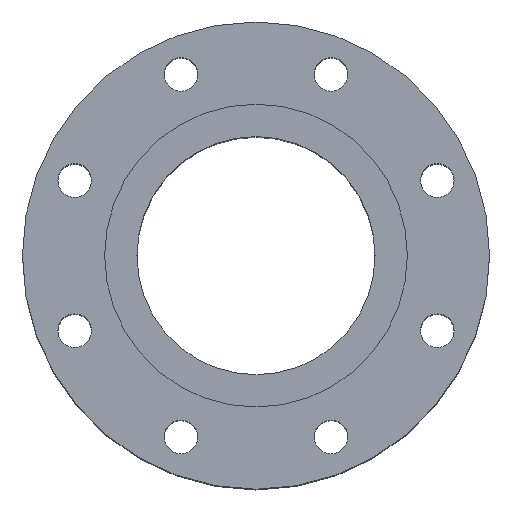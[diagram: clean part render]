
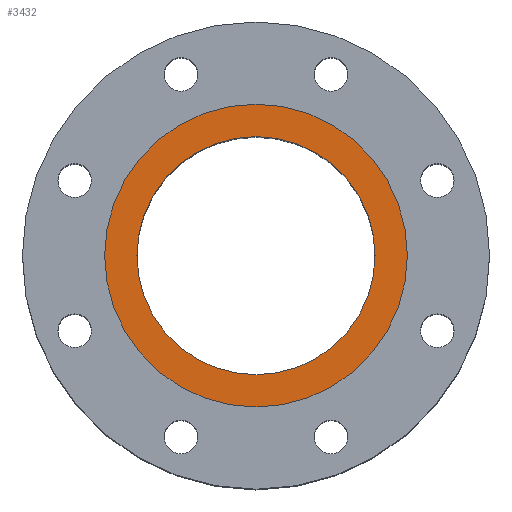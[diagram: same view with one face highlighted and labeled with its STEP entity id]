
A CAD part, top view. The second image highlights one B-rep face of the part: STEP entity #3432.
In plain terms, the highlighted planar face has unit normal (0, 0, 1).
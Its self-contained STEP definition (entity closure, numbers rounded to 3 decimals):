
#361 = CIRCLE ( 'NONE', #11083, 81. ) ;
#521 = CIRCLE ( 'NONE', #20588, 63.7 ) ;
#1293 = CIRCLE ( 'NONE', #16710, 63.7 ) ;
#2117 = DIRECTION ( 'NONE',  ( 1., 0., 0. ) ) ;
#2606 = DIRECTION ( 'NONE',  ( -1., 0., 0. ) ) ;
#3102 = CIRCLE ( 'NONE', #8674, 81. ) ;
#3303 = ORIENTED_EDGE ( 'NONE', *, *, #27231, .T. ) ;
#3432 = ADVANCED_FACE ( 'NONE', ( #22789, #11661 ), #20731, .F. ) ;
#4447 = DIRECTION ( 'NONE',  ( 0., 0., 1. ) ) ;
#4649 = EDGE_CURVE ( 'NONE', #17440, #17773, #521, .T. ) ;
#8093 = EDGE_LOOP ( 'NONE', ( #28924, #3303 ) ) ;
#8560 = DIRECTION ( 'NONE',  ( 0., 0., 1. ) ) ;
#8674 = AXIS2_PLACEMENT_3D ( 'NONE', #22169, #8560, #13111 ) ;
#9607 = ORIENTED_EDGE ( 'NONE', *, *, #4649, .F. ) ;
#9870 = VERTEX_POINT ( 'NONE', #14703 ) ;
#11041 = AXIS2_PLACEMENT_3D ( 'NONE', #18821, #16632, #2606 ) ;
#11083 = AXIS2_PLACEMENT_3D ( 'NONE', #23707, #21512, #19027 ) ;
#11661 = FACE_OUTER_BOUND ( 'NONE', #8093, .T. ) ;
#13111 = DIRECTION ( 'NONE',  ( 1., 0., 0. ) ) ;
#14703 = CARTESIAN_POINT ( 'NONE',  ( 81., 0., 0. ) ) ;
#15262 = EDGE_CURVE ( 'NONE', #9870, #16643, #3102, .T. ) ;
#16079 = CARTESIAN_POINT ( 'NONE',  ( 63.7, 0., 0. ) ) ;
#16632 = DIRECTION ( 'NONE',  ( 0., 0., -1. ) ) ;
#16643 = VERTEX_POINT ( 'NONE', #24059 ) ;
#16710 = AXIS2_PLACEMENT_3D ( 'NONE', #18043, #4447, #2117 ) ;
#17440 = VERTEX_POINT ( 'NONE', #26510 ) ;
#17746 = DIRECTION ( 'NONE',  ( 1., 0., 0. ) ) ;
#17773 = VERTEX_POINT ( 'NONE', #16079 ) ;
#18043 = CARTESIAN_POINT ( 'NONE',  ( 0., 0., 0. ) ) ;
#18821 = CARTESIAN_POINT ( 'NONE',  ( 0., 81., 0. ) ) ;
#19027 = DIRECTION ( 'NONE',  ( 1., 0., 0. ) ) ;
#19711 = EDGE_CURVE ( 'NONE', #17773, #17440, #1293, .T. ) ;
#19948 = DIRECTION ( 'NONE',  ( 0., 0., 1. ) ) ;
#20588 = AXIS2_PLACEMENT_3D ( 'NONE', #24044, #19948, #17746 ) ;
#20731 = PLANE ( 'NONE',  #11041 ) ;
#20922 = EDGE_LOOP ( 'NONE', ( #27049, #9607 ) ) ;
#21512 = DIRECTION ( 'NONE',  ( 0., 0., 1. ) ) ;
#22169 = CARTESIAN_POINT ( 'NONE',  ( 0., 0., 0. ) ) ;
#22789 = FACE_BOUND ( 'NONE', #20922, .T. ) ;
#23707 = CARTESIAN_POINT ( 'NONE',  ( 0., 0., 0. ) ) ;
#24044 = CARTESIAN_POINT ( 'NONE',  ( 0., 0., 0. ) ) ;
#24059 = CARTESIAN_POINT ( 'NONE',  ( -81., 0., 0. ) ) ;
#26510 = CARTESIAN_POINT ( 'NONE',  ( -63.7, 0., 0. ) ) ;
#27049 = ORIENTED_EDGE ( 'NONE', *, *, #19711, .F. ) ;
#27231 = EDGE_CURVE ( 'NONE', #16643, #9870, #361, .T. ) ;
#28924 = ORIENTED_EDGE ( 'NONE', *, *, #15262, .T. ) ;
